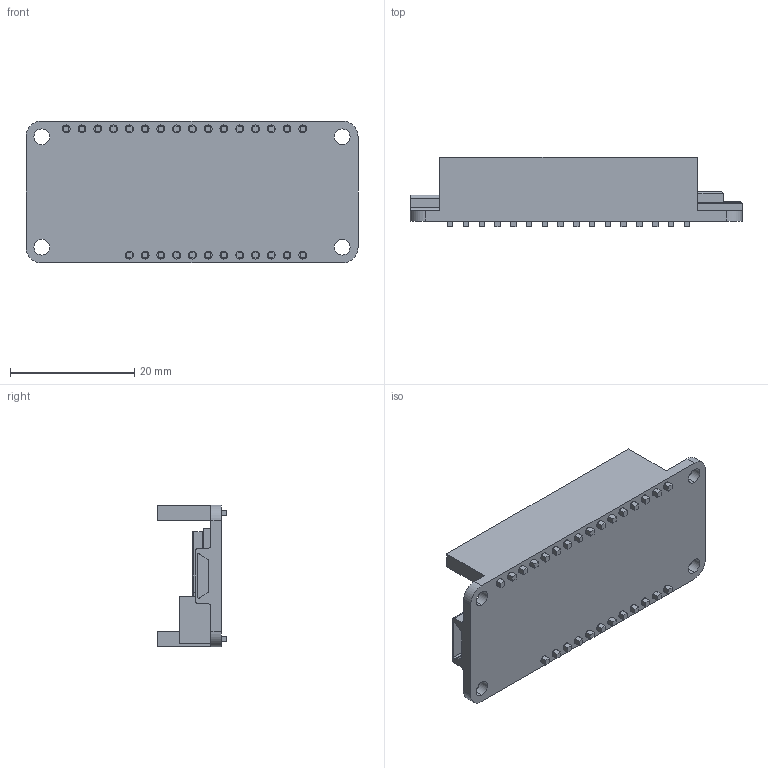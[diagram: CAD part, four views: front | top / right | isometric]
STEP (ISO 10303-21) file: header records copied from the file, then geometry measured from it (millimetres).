
FILE_DESCRIPTION (( 'STEP AP214' ), '1' );
FILE_NAME ('Adafruit M0 AT1500 Feather_ShortPins_000.STEP', '2021-03-09T22:57:24', ( '' ), ( '' ), 'SwSTEP 2.0', 'SolidWorks 2017', '' );
FILE_SCHEMA (( 'AUTOMOTIVE_DESIGN' ));
Length unit declared in the file: inch
Products named in the file (1): Adafruit M0 AT1500 Feather_ShortPins_000
Bounding box: 53.47 x 11.18 x 22.86 mm (x, y, z)
Volume: 3862.2 mm3; surface area: 6544.4 mm2
Topology: 1 solids, 1 shells, 547 faces, 1301 edges, 839 vertices
Faces by surface type: plane 396, cylinder 143, torus 4, bspline 4
Entity records: 19878 total; most frequent: CARTESIAN_POINT 2932, ORIENTED_EDGE 2594, DIRECTION 2503, EDGE_CURVE 1297, VECTOR 1059, LINE 1059, VERTEX_POINT 839, AXIS2_PLACEMENT_3D 722
